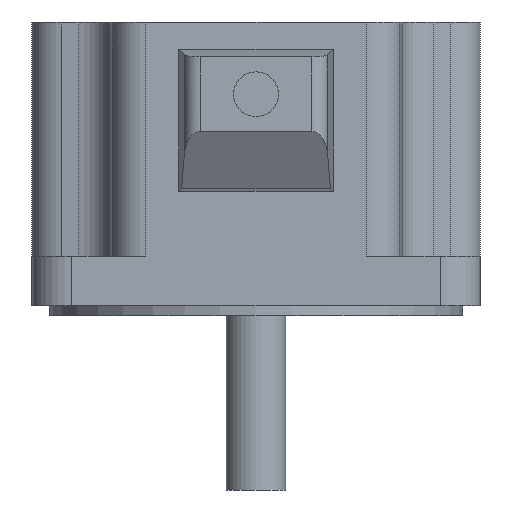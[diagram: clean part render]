
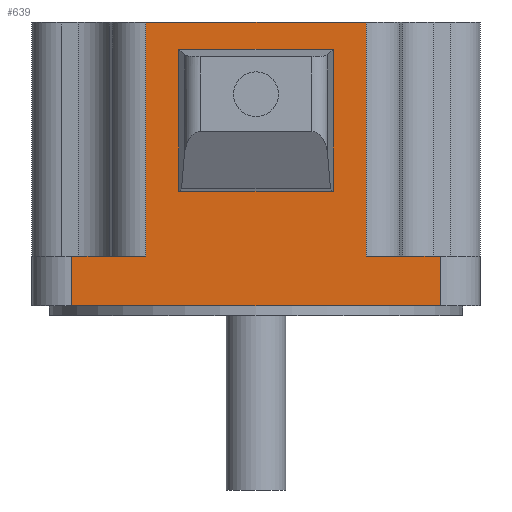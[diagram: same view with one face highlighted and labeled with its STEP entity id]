
A CAD part, front view. The second image highlights one B-rep face of the part: STEP entity #639.
In plain terms, the highlighted planar face has unit normal (0, -1, 0).
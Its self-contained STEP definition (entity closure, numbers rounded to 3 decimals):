
#8 = CARTESIAN_POINT ( 'NONE',  ( -15.5, -45., 51.5 ) ) ;
#22 = DIRECTION ( 'NONE',  ( 0., 0., -1. ) ) ;
#38 = EDGE_CURVE ( 'NONE', #1333, #1759, #609, .T. ) ;
#92 = FACE_OUTER_BOUND ( 'NONE', #1267, .T. ) ;
#100 = LINE ( 'NONE', #726, #762 ) ;
#106 = VERTEX_POINT ( 'NONE', #1023 ) ;
#141 = LINE ( 'NONE', #915, #1408 ) ;
#168 = LINE ( 'NONE', #781, #1698 ) ;
#216 = EDGE_CURVE ( 'NONE', #106, #1333, #1679, .T. ) ;
#223 = VECTOR ( 'NONE', #1891, 1000. ) ;
#287 = EDGE_CURVE ( 'NONE', #422, #811, #168, .T. ) ;
#305 = DIRECTION ( 'NONE',  ( 0., 0., 1. ) ) ;
#311 = CARTESIAN_POINT ( 'NONE',  ( -45., -45., 0. ) ) ;
#372 = FACE_BOUND ( 'NONE', #1751, .T. ) ;
#374 = ORIENTED_EDGE ( 'NONE', *, *, #527, .F. ) ;
#401 = CARTESIAN_POINT ( 'NONE',  ( -22.14, -45., 57. ) ) ;
#422 = VERTEX_POINT ( 'NONE', #1077 ) ;
#472 = DIRECTION ( 'NONE',  ( 0., 0., -1. ) ) ;
#488 = VECTOR ( 'NONE', #1448, 1000. ) ;
#490 = CARTESIAN_POINT ( 'NONE',  ( -15.5, -45., 10. ) ) ;
#495 = ORIENTED_EDGE ( 'NONE', *, *, #1110, .F. ) ;
#510 = CARTESIAN_POINT ( 'NONE',  ( -37., -45., 10. ) ) ;
#513 = VERTEX_POINT ( 'NONE', #635 ) ;
#514 = CARTESIAN_POINT ( 'NONE',  ( 15.5, -45., 10. ) ) ;
#527 = EDGE_CURVE ( 'NONE', #1787, #422, #1243, .T. ) ;
#538 = DIRECTION ( 'NONE',  ( 0., 0., -1. ) ) ;
#609 = LINE ( 'NONE', #1680, #1060 ) ;
#615 = CARTESIAN_POINT ( 'NONE',  ( -22.14, -45., 10. ) ) ;
#619 = VECTOR ( 'NONE', #538, 1000. ) ;
#635 = CARTESIAN_POINT ( 'NONE',  ( -22.14, -45., 10. ) ) ;
#639 = ADVANCED_FACE ( 'NONE', ( #372, #92 ), #711, .F. ) ;
#651 = CARTESIAN_POINT ( 'NONE',  ( 22.14, -45., 57. ) ) ;
#685 = VECTOR ( 'NONE', #1743, 1000. ) ;
#690 = ORIENTED_EDGE ( 'NONE', *, *, #1083, .F. ) ;
#703 = DIRECTION ( 'NONE',  ( 1., 0., 0. ) ) ;
#711 = PLANE ( 'NONE',  #772 ) ;
#716 = CARTESIAN_POINT ( 'NONE',  ( -15.5, -45., 23. ) ) ;
#726 = CARTESIAN_POINT ( 'NONE',  ( -45., -45., 23. ) ) ;
#746 = VECTOR ( 'NONE', #22, 1000. ) ;
#754 = DIRECTION ( 'NONE',  ( -1., 0., 0. ) ) ;
#762 = VECTOR ( 'NONE', #703, 1000. ) ;
#772 = AXIS2_PLACEMENT_3D ( 'NONE', #1433, #1314, #1180 ) ;
#781 = CARTESIAN_POINT ( 'NONE',  ( -45., -45., 10. ) ) ;
#811 = VERTEX_POINT ( 'NONE', #1482 ) ;
#817 = EDGE_CURVE ( 'NONE', #1906, #1012, #100, .T. ) ;
#857 = ORIENTED_EDGE ( 'NONE', *, *, #287, .F. ) ;
#905 = EDGE_CURVE ( 'NONE', #1012, #999, #982, .T. ) ;
#915 = CARTESIAN_POINT ( 'NONE',  ( -45., -45., 51.5 ) ) ;
#962 = CARTESIAN_POINT ( 'NONE',  ( 15.5, -45., 23. ) ) ;
#977 = LINE ( 'NONE', #1283, #223 ) ;
#982 = LINE ( 'NONE', #514, #685 ) ;
#999 = VERTEX_POINT ( 'NONE', #1269 ) ;
#1012 = VERTEX_POINT ( 'NONE', #962 ) ;
#1023 = CARTESIAN_POINT ( 'NONE',  ( 37., -45., 0. ) ) ;
#1047 = ORIENTED_EDGE ( 'NONE', *, *, #905, .F. ) ;
#1060 = VECTOR ( 'NONE', #305, 1000. ) ;
#1067 = VECTOR ( 'NONE', #472, 1000. ) ;
#1077 = CARTESIAN_POINT ( 'NONE',  ( 22.14, -45., 10. ) ) ;
#1083 = EDGE_CURVE ( 'NONE', #999, #1274, #141, .T. ) ;
#1093 = CARTESIAN_POINT ( 'NONE',  ( 22.14, -45., 57. ) ) ;
#1110 = EDGE_CURVE ( 'NONE', #513, #1921, #1369, .T. ) ;
#1143 = CARTESIAN_POINT ( 'NONE',  ( 37., -45., 10. ) ) ;
#1165 = EDGE_CURVE ( 'NONE', #1274, #1906, #1846, .T. ) ;
#1180 = DIRECTION ( 'NONE',  ( 0., 0., 1. ) ) ;
#1223 = DIRECTION ( 'NONE',  ( 0., 0., 1. ) ) ;
#1243 = LINE ( 'NONE', #1093, #746 ) ;
#1267 = EDGE_LOOP ( 'NONE', ( #495, #1809, #1483, #1651, #1827, #857, #374, #1661 ) ) ;
#1269 = CARTESIAN_POINT ( 'NONE',  ( 15.5, -45., 51.5 ) ) ;
#1274 = VERTEX_POINT ( 'NONE', #8 ) ;
#1283 = CARTESIAN_POINT ( 'NONE',  ( -45., -45., 57. ) ) ;
#1302 = VECTOR ( 'NONE', #1835, 1000. ) ;
#1314 = DIRECTION ( 'NONE',  ( 0., 1., 0. ) ) ;
#1323 = EDGE_CURVE ( 'NONE', #1759, #513, #1768, .T. ) ;
#1333 = VERTEX_POINT ( 'NONE', #1744 ) ;
#1369 = LINE ( 'NONE', #615, #1731 ) ;
#1408 = VECTOR ( 'NONE', #754, 1000. ) ;
#1433 = CARTESIAN_POINT ( 'NONE',  ( -45., -45., 10. ) ) ;
#1443 = LINE ( 'NONE', #1143, #619 ) ;
#1444 = ORIENTED_EDGE ( 'NONE', *, *, #1165, .F. ) ;
#1448 = DIRECTION ( 'NONE',  ( 1., 0., 0. ) ) ;
#1454 = ORIENTED_EDGE ( 'NONE', *, *, #817, .F. ) ;
#1483 = ORIENTED_EDGE ( 'NONE', *, *, #38, .F. ) ;
#1482 = CARTESIAN_POINT ( 'NONE',  ( 37., -45., 10. ) ) ;
#1651 = ORIENTED_EDGE ( 'NONE', *, *, #216, .F. ) ;
#1661 = ORIENTED_EDGE ( 'NONE', *, *, #1814, .F. ) ;
#1679 = LINE ( 'NONE', #311, #1302 ) ;
#1680 = CARTESIAN_POINT ( 'NONE',  ( -37., -45., 10. ) ) ;
#1698 = VECTOR ( 'NONE', #1701, 1000. ) ;
#1701 = DIRECTION ( 'NONE',  ( 1., 0., 0. ) ) ;
#1731 = VECTOR ( 'NONE', #1223, 1000. ) ;
#1743 = DIRECTION ( 'NONE',  ( 0., 0., 1. ) ) ;
#1744 = CARTESIAN_POINT ( 'NONE',  ( -37., -45., 0. ) ) ;
#1751 = EDGE_LOOP ( 'NONE', ( #1047, #1454, #1444, #690 ) ) ;
#1759 = VERTEX_POINT ( 'NONE', #510 ) ;
#1768 = LINE ( 'NONE', #1878, #488 ) ;
#1787 = VERTEX_POINT ( 'NONE', #651 ) ;
#1809 = ORIENTED_EDGE ( 'NONE', *, *, #1323, .F. ) ;
#1814 = EDGE_CURVE ( 'NONE', #1921, #1787, #977, .T. ) ;
#1822 = EDGE_CURVE ( 'NONE', #811, #106, #1443, .T. ) ;
#1827 = ORIENTED_EDGE ( 'NONE', *, *, #1822, .F. ) ;
#1835 = DIRECTION ( 'NONE',  ( -1., 0., 0. ) ) ;
#1846 = LINE ( 'NONE', #490, #1067 ) ;
#1878 = CARTESIAN_POINT ( 'NONE',  ( -45., -45., 10. ) ) ;
#1891 = DIRECTION ( 'NONE',  ( 1., 0., 0. ) ) ;
#1906 = VERTEX_POINT ( 'NONE', #716 ) ;
#1921 = VERTEX_POINT ( 'NONE', #401 ) ;
